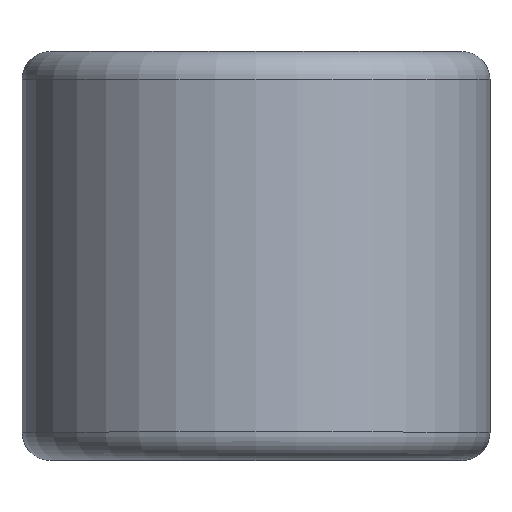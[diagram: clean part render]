
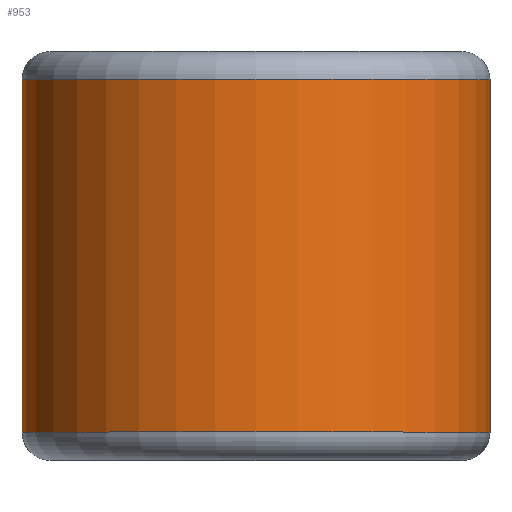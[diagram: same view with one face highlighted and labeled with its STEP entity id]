
A CAD part, top view. The second image highlights one B-rep face of the part: STEP entity #953.
In plain terms, the highlighted cylindrical face has radius 6.363 mm (diameter 12.725 mm), a partial arc.
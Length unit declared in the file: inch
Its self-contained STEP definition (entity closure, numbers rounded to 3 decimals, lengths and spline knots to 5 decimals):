
#26 = CARTESIAN_POINT ( 'NONE',  ( 0., -0.18875, 0. ) ) ;
#45 = CARTESIAN_POINT ( 'NONE',  ( 0., 0.1875, 0. ) ) ;
#79 = VERTEX_POINT ( 'NONE', #1964 ) ;
#116 = AXIS2_PLACEMENT_3D ( 'NONE', #2218, #1089, #742 ) ;
#136 = EDGE_CURVE ( 'NONE', #1979, #79, #1229, .T. ) ;
#149 = ORIENTED_EDGE ( 'NONE', *, *, #1001, .F. ) ;
#297 = VERTEX_POINT ( 'NONE', #1438 ) ;
#312 = VECTOR ( 'NONE', #2159, 39.37008 ) ;
#418 = ORIENTED_EDGE ( 'NONE', *, *, #1294, .T. ) ;
#505 = CARTESIAN_POINT ( 'NONE',  ( 0., -0.18875, -0.2505 ) ) ;
#520 = CIRCLE ( 'NONE', #116, 0.2505 ) ;
#549 = EDGE_CURVE ( 'NONE', #297, #79, #520, .T. ) ;
#628 = DIRECTION ( 'NONE',  ( 0., 1., 0. ) ) ;
#727 = CIRCLE ( 'NONE', #2164, 0.2505 ) ;
#742 = DIRECTION ( 'NONE',  ( 0., 0., -1. ) ) ;
#750 = DIRECTION ( 'NONE',  ( 0., -1., 0. ) ) ;
#762 = AXIS2_PLACEMENT_3D ( 'NONE', #45, #785, #1657 ) ;
#785 = DIRECTION ( 'NONE',  ( 0., -1., 0. ) ) ;
#798 = CARTESIAN_POINT ( 'NONE',  ( 0.2505, -0.18875, 0. ) ) ;
#953 = ADVANCED_FACE ( 'NONE', ( #1955 ), #1837, .T. ) ;
#971 = CARTESIAN_POINT ( 'NONE',  ( 0.2505, 0.18875, 0. ) ) ;
#1001 = EDGE_CURVE ( 'NONE', #1863, #1979, #727, .T. ) ;
#1089 = DIRECTION ( 'NONE',  ( 0., -1., 0. ) ) ;
#1130 = DIRECTION ( 'NONE',  ( 0., 0., -1. ) ) ;
#1187 = LINE ( 'NONE', #971, #1859 ) ;
#1229 = LINE ( 'NONE', #2341, #312 ) ;
#1294 = EDGE_CURVE ( 'NONE', #1863, #297, #1187, .T. ) ;
#1438 = CARTESIAN_POINT ( 'NONE',  ( 0.2505, 0.18875, 0. ) ) ;
#1657 = DIRECTION ( 'NONE',  ( 0., 0., -1. ) ) ;
#1837 = CYLINDRICAL_SURFACE ( 'NONE', #762, 0.2505 ) ;
#1859 = VECTOR ( 'NONE', #628, 39.37008 ) ;
#1863 = VERTEX_POINT ( 'NONE', #798 ) ;
#1955 = FACE_OUTER_BOUND ( 'NONE', #2062, .T. ) ;
#1964 = CARTESIAN_POINT ( 'NONE',  ( 0., 0.18875, -0.2505 ) ) ;
#1979 = VERTEX_POINT ( 'NONE', #505 ) ;
#2062 = EDGE_LOOP ( 'NONE', ( #418, #2231, #2239, #149 ) ) ;
#2159 = DIRECTION ( 'NONE',  ( 0., 1., 0. ) ) ;
#2164 = AXIS2_PLACEMENT_3D ( 'NONE', #26, #750, #1130 ) ;
#2218 = CARTESIAN_POINT ( 'NONE',  ( 0., 0.18875, 0. ) ) ;
#2231 = ORIENTED_EDGE ( 'NONE', *, *, #549, .T. ) ;
#2239 = ORIENTED_EDGE ( 'NONE', *, *, #136, .F. ) ;
#2341 = CARTESIAN_POINT ( 'NONE',  ( 0., 0.18875, -0.2505 ) ) ;
